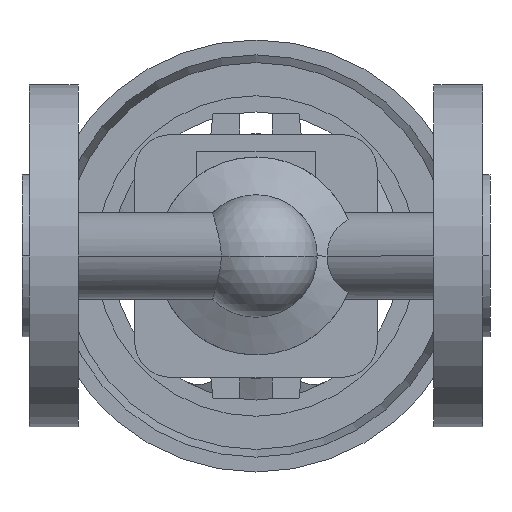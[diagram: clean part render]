
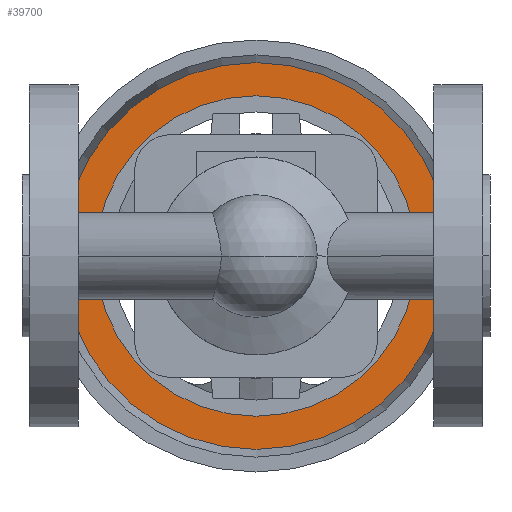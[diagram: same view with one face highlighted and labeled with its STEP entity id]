
A CAD part, front view. The second image highlights one B-rep face of the part: STEP entity #39700.
In plain terms, the highlighted planar face has unit normal (0, -1, 0).
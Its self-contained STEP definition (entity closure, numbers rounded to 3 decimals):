
#39220=CARTESIAN_POINT('',(118.715,189.83,0.
));
#39230=VERTEX_POINT('',#39220);
#39310=CARTESIAN_POINT('',(11.285,189.83,0.));
#39320=VERTEX_POINT('',#39310);
#39350=CARTESIAN_POINT('',(65.,189.83,0.));
#39360=DIRECTION('',(0.,1.,0.));
#39370=DIRECTION('',(1.,0.,0.));
#39380=AXIS2_PLACEMENT_3D('',#39350,#39360,#39370);
#39390=CIRCLE('',#39380,53.715);
#39400=EDGE_CURVE('',#39230,#39320,#39390,.T.);
#39450=CARTESIAN_POINT('',(114.108,189.83,0.
));
#39460=DIRECTION('',(0.,-1.,0.));
#39470=DIRECTION('',(-1.,0.,0.));
#39480=AXIS2_PLACEMENT_3D('',#39450,#39460,#39470);
#39490=PLANE('',#39480);
#39500=EDGE_CURVE('',#39320,#39230,#39390,.T.);
#39510=ORIENTED_EDGE('',*,*,#39500,.F.);
#39520=ORIENTED_EDGE('',*,*,#39400,.F.);
#39530=EDGE_LOOP('',(#39520,#39510));
#39540=FACE_OUTER_BOUND('',#39530,.T.);
#39550=CARTESIAN_POINT('',(65.,189.83,0.));
#39560=DIRECTION('',(0.,1.,0.));
#39570=DIRECTION('',(1.,0.,0.));
#39580=AXIS2_PLACEMENT_3D('',#39550,#39560,#39570);
#39590=CIRCLE('',#39580,44.5);
#39600=CARTESIAN_POINT('',(109.5,189.83,0.));
#39610=VERTEX_POINT('',#39600);
#39620=CARTESIAN_POINT('',(20.5,189.83,0.));
#39630=VERTEX_POINT('',#39620);
#39640=EDGE_CURVE('',#39610,#39630,#39590,.T.);
#39650=ORIENTED_EDGE('',*,*,#39640,.T.);
#39660=EDGE_CURVE('',#39630,#39610,#39590,.T.);
#39670=ORIENTED_EDGE('',*,*,#39660,.T.);
#39680=EDGE_LOOP('',(#39670,#39650));
#39690=FACE_BOUND('',#39680,.T.);
#39700=ADVANCED_FACE('',(#39540,#39690),#39490,.T.);
